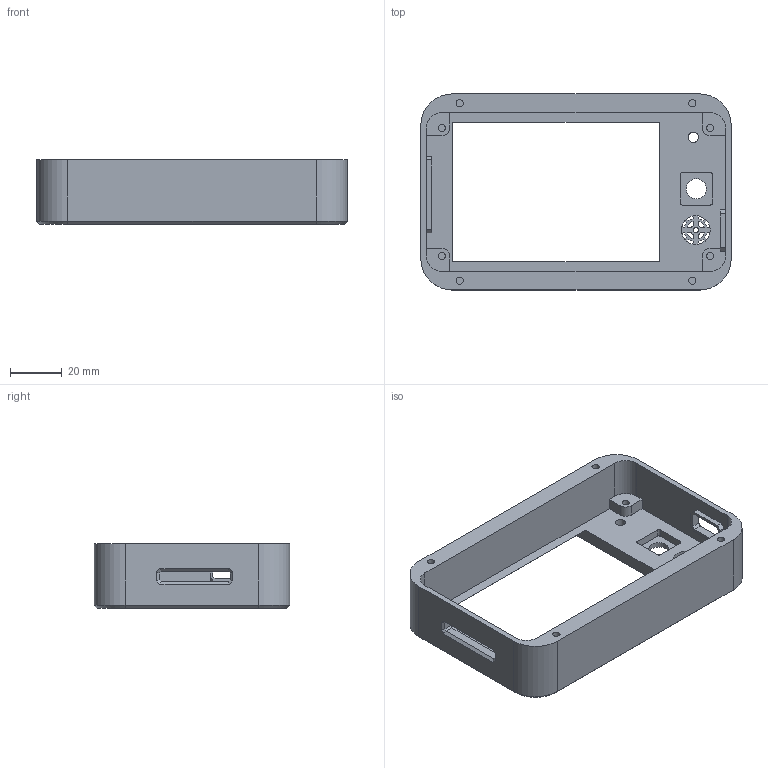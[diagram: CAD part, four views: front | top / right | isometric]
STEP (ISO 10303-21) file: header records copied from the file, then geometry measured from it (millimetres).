
FILE_DESCRIPTION(/* description */ (''),/* implementation_level */ '2;1');
FILE_NAME(/* name */ 'Display Mount - BTT TFT35.step',/* time_stamp */ '2022-10-07T00:47:54-05:00',/* author */ (''),/* organization */ (''),/* preprocessor_version */ 'ST-DEVELOPER v19',/* originating_system */ 'Autodesk Translation Framework v11.7.0.108',/* authorisation */ '');
FILE_SCHEMA (('AUTOMOTIVE_DESIGN { 1 0 10303 214 3 1 1 }'));
Length unit declared in the file: millimetre
Products named in the file (1): Display Mount
Bounding box: 120 x 75.77 x 25 mm (x, y, z)
Volume: 58624.6 mm3; surface area: 26911 mm2
Topology: 1 solids, 1 shells, 165 faces, 453 edges, 294 vertices
Faces by surface type: plane 117, cylinder 44, cone 4
Full cylindrical faces by diameter (mm): 2 x1, 2.8 x8, 3.923 x1, 7.8 x1, 11.1 x1
Entity records: 5308 total; most frequent: CARTESIAN_POINT 913, ORIENTED_EDGE 906, DIRECTION 893, EDGE_CURVE 453, LINE 345, VECTOR 345, VERTEX_POINT 294, AXIS2_PLACEMENT_3D 274
